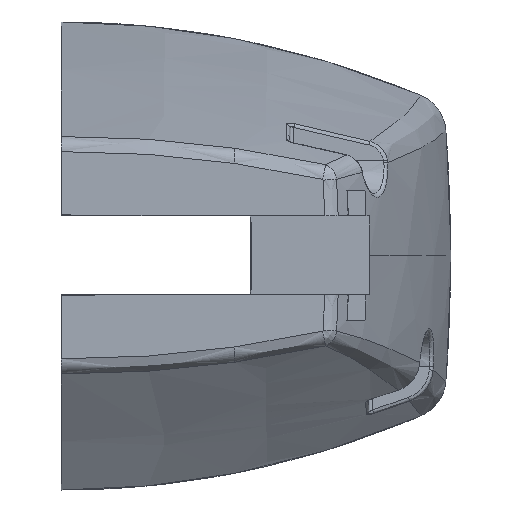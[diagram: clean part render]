
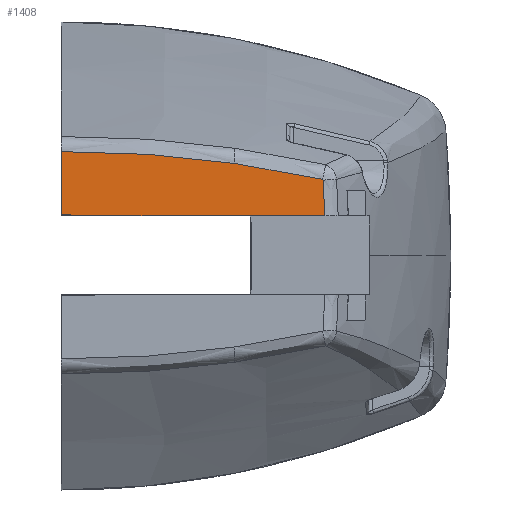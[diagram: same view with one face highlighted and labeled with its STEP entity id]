
A CAD part, top view. The second image highlights one B-rep face of the part: STEP entity #1408.
In plain terms, the highlighted planar face has unit normal (0.018, 0, 1).
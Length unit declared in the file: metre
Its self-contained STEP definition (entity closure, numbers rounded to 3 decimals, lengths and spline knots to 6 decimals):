
#1408 = ADVANCED_FACE( '', ( #2869 ), #2870, .T. );
#2869 = FACE_OUTER_BOUND( '', #10539, .T. );
#2870 = PLANE( '', #10540 );
#10539 = EDGE_LOOP( '', ( #14535, #14536, #14537, #14538, #14539, #14540, #14541 ) );
#10540 = AXIS2_PLACEMENT_3D( '', #14542, #14543, #14544 );
#14535 = ORIENTED_EDGE( '', *, *, #15964, .F. );
#14536 = ORIENTED_EDGE( '', *, *, #15124, .F. );
#14537 = ORIENTED_EDGE( '', *, *, #15904, .T. );
#14538 = ORIENTED_EDGE( '', *, *, #15376, .F. );
#14539 = ORIENTED_EDGE( '', *, *, #15272, .T. );
#14540 = ORIENTED_EDGE( '', *, *, #14822, .F. );
#14541 = ORIENTED_EDGE( '', *, *, #15788, .T. );
#14542 = CARTESIAN_POINT( '', ( 0.000637, 0.038724, 0.607865 ) );
#14543 = DIRECTION( '', ( 0.017, 0., 1. ) );
#14544 = DIRECTION( '', ( 1., 0., -0.017 ) );
#14822 = EDGE_CURVE( '', #16548, #16550, #16551, .T. );
#15124 = EDGE_CURVE( '', #17042, #17044, #17045, .T. );
#15272 = EDGE_CURVE( '', #17260, #16550, #17261, .T. );
#15376 = EDGE_CURVE( '', #17260, #17404, #17405, .T. );
#15788 = EDGE_CURVE( '', #16548, #17929, #17931, .T. );
#15904 = EDGE_CURVE( '', #17042, #17404, #18062, .F. );
#15964 = EDGE_CURVE( '', #17044, #17929, #18130, .T. );
#16548 = VERTEX_POINT( '', #19852 );
#16550 = VERTEX_POINT( '', #19863 );
#16551 = B_SPLINE_CURVE_WITH_KNOTS( '', 3, ( #19864, #19865, #19866, #19867 ), .UNSPECIFIED., .F., .F., ( 4, 4 ), ( 0., 1. ), .UNSPECIFIED. );
#17042 = VERTEX_POINT( '', #21711 );
#17044 = VERTEX_POINT( '', #21720 );
#17045 = B_SPLINE_CURVE_WITH_KNOTS( '', 3, ( #21721, #21722, #21723, #21724 ), .UNSPECIFIED., .F., .F., ( 4, 4 ), ( 0., 1. ), .UNSPECIFIED. );
#17260 = VERTEX_POINT( '', #22586 );
#17261 = LINE( '', #22587, #22588 );
#17404 = VERTEX_POINT( '', #23184 );
#17405 = LINE( '', #23185, #23186 );
#17929 = VERTEX_POINT( '', #25466 );
#17931 = B_SPLINE_CURVE_WITH_KNOTS( '', 2, ( #25477, #25478, #25479, #25480, #25481 ), .UNSPECIFIED., .F., .F., ( 3, 2, 3 ), ( 0., 0.5, 1. ), .UNSPECIFIED. );
#18062 = LINE( '', #26015, #26016 );
#18130 = B_SPLINE_CURVE_WITH_KNOTS( '', 3, ( #26286, #26287, #26288, #26289 ), .UNSPECIFIED., .F., .F., ( 4, 4 ), ( 0., 1. ), .UNSPECIFIED. );
#19852 = CARTESIAN_POINT( '', ( 0.033859, 0.048242, 0.607285 ) );
#19863 = CARTESIAN_POINT( '', ( 0.034052, 0.043724, 0.607282 ) );
#19864 = CARTESIAN_POINT( '', ( 0.033859, 0.048242, 0.607285 ) );
#19865 = CARTESIAN_POINT( '', ( 0.033944, 0.046736, 0.607284 ) );
#19866 = CARTESIAN_POINT( '', ( 0.034008, 0.04523, 0.607282 ) );
#19867 = CARTESIAN_POINT( '', ( 0.034052, 0.043724, 0.607282 ) );
#21711 = CARTESIAN_POINT( '', ( 0.000637, 0.051849, 0.607865 ) );
#21720 = CARTESIAN_POINT( '', ( 0.022637, 0.050356, 0.607481 ) );
#21721 = CARTESIAN_POINT( '', ( 0.000637, 0.051849, 0.607865 ) );
#21722 = CARTESIAN_POINT( '', ( 0.008007, 0.051889, 0.607736 ) );
#21723 = CARTESIAN_POINT( '', ( 0.015342, 0.051392, 0.607608 ) );
#21724 = CARTESIAN_POINT( '', ( 0.022637, 0.050356, 0.607481 ) );
#22586 = CARTESIAN_POINT( '', ( 0.007456, 0.043724, 0.607746 ) );
#22587 = CARTESIAN_POINT( '', ( 0.022637, 0.043724, 0.607481 ) );
#22588 = VECTOR( '', #27138, 1. );
#23184 = CARTESIAN_POINT( '', ( 0.000637, 0.043843, 0.607865 ) );
#23185 = CARTESIAN_POINT( '', ( 0.024812, 0.043421, 0.607443 ) );
#23186 = VECTOR( '', #27204, 1. );
#25466 = CARTESIAN_POINT( '', ( 0.033769, 0.04834, 0.607287 ) );
#25477 = CARTESIAN_POINT( '', ( 0.033859, 0.048242, 0.607285 ) );
#25478 = CARTESIAN_POINT( '', ( 0.033857, 0.048277, 0.607285 ) );
#25479 = CARTESIAN_POINT( '', ( 0.03383, 0.048306, 0.607285 ) );
#25480 = CARTESIAN_POINT( '', ( 0.033806, 0.048331, 0.607286 ) );
#25481 = CARTESIAN_POINT( '', ( 0.033769, 0.04834, 0.607287 ) );
#26015 = CARTESIAN_POINT( '', ( 0.000637, 0.038724, 0.607865 ) );
#26016 = VECTOR( '', #27461, 1. );
#26286 = CARTESIAN_POINT( '', ( 0.022637, 0.050356, 0.607481 ) );
#26287 = CARTESIAN_POINT( '', ( 0.026358, 0.049827, 0.607416 ) );
#26288 = CARTESIAN_POINT( '', ( 0.030068, 0.049158, 0.607351 ) );
#26289 = CARTESIAN_POINT( '', ( 0.033769, 0.04834, 0.607287 ) );
#27138 = DIRECTION( '', ( 1., 0., -0.017 ) );
#27204 = DIRECTION( '', ( -1., 0.017, 0.017 ) );
#27461 = DIRECTION( '', ( 0., 1., 0. ) );
